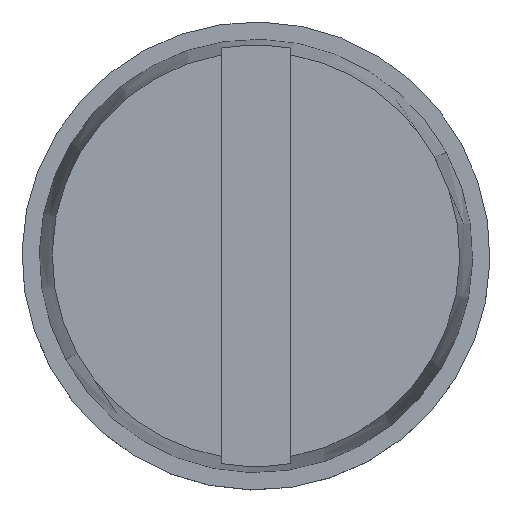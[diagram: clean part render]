
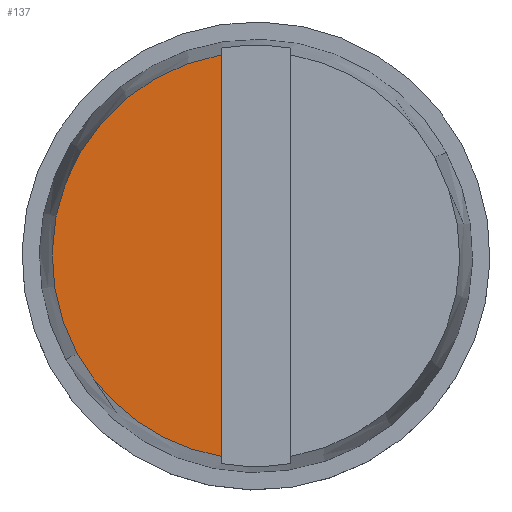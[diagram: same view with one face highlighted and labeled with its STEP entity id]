
A CAD part, top view. The second image highlights one B-rep face of the part: STEP entity #137.
In plain terms, the highlighted planar face has unit normal (0, 0, 1).
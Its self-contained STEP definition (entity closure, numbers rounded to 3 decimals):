
#118=AXIS2_PLACEMENT_3D('Plane Axis2P3D',#115,#116,#117) ;
#122=AXIS2_PLACEMENT_3D('Circle Axis2P3D',#120,#121,$) ;
#129=AXIS2_PLACEMENT_3D('Circle Axis2P3D',#127,#128,$) ;
#77=CARTESIAN_POINT('Line Origine',(2.3,2.7,7.7)) ;
#81=CARTESIAN_POINT('Vertex',(2.3,0.383,7.7)) ;
#83=CARTESIAN_POINT('Vertex',(2.3,5.017,7.7)) ;
#115=CARTESIAN_POINT('Axis2P3D Location',(4.96,2.7,7.7)) ;
#120=CARTESIAN_POINT('Axis2P3D Location',(2.7,2.7,7.7)) ;
#124=CARTESIAN_POINT('Vertex',(0.637,1.573,7.7)) ;
#127=CARTESIAN_POINT('Axis2P3D Location',(2.7,2.7,7.7)) ;
#78=DIRECTION('Vector Direction',(0.,1.,0.)) ;
#116=DIRECTION('Axis2P3D Direction',(-0.,0.,1.)) ;
#117=DIRECTION('Axis2P3D XDirection',(1.,0.,0.)) ;
#121=DIRECTION('Axis2P3D Direction',(-0.,0.,1.)) ;
#128=DIRECTION('Axis2P3D Direction',(-0.,0.,1.)) ;
#79=VECTOR('Line Direction',#78,1.) ;
#133=ORIENTED_EDGE('',*,*,#85,.T.) ;
#134=ORIENTED_EDGE('',*,*,#126,.F.) ;
#135=ORIENTED_EDGE('',*,*,#131,.F.) ;
#137=ADVANCED_FACE('K\X2\00F6\X0\rper.5',(#136),#119,.T.) ;
#123=CIRCLE('generated circle',#122,2.351) ;
#130=CIRCLE('generated circle',#129,2.351) ;
#85=EDGE_CURVE('',#82,#84,#80,.T.) ;
#126=EDGE_CURVE('',#125,#84,#123,.F.) ;
#131=EDGE_CURVE('',#82,#125,#130,.F.) ;
#132=EDGE_LOOP('',(#133,#134,#135)) ;
#136=FACE_OUTER_BOUND('',#132,.T.) ;
#80=LINE('Line',#77,#79) ;
#119=PLANE('',#118) ;
#82=VERTEX_POINT('',#81) ;
#84=VERTEX_POINT('',#83) ;
#125=VERTEX_POINT('',#124) ;
